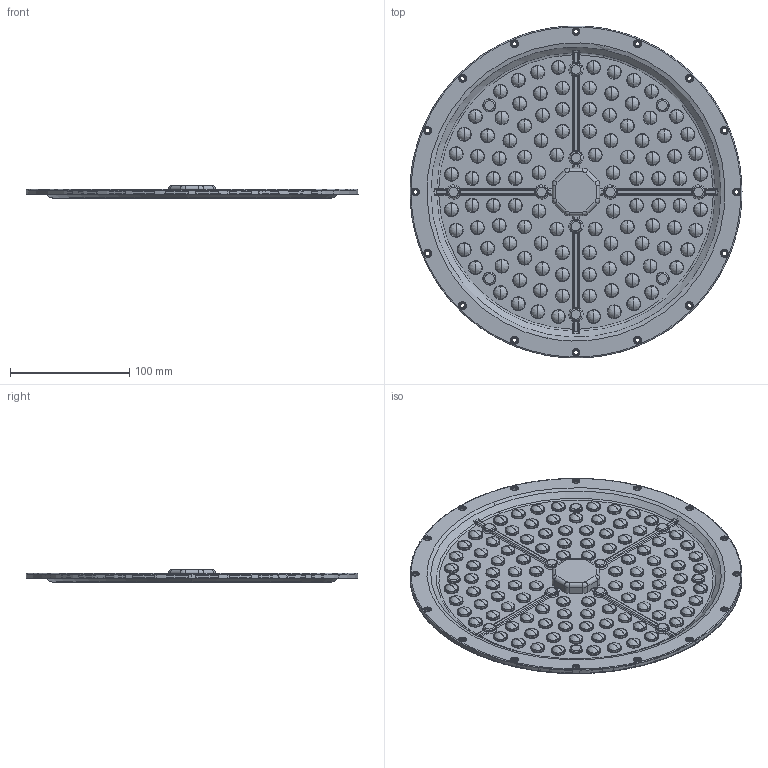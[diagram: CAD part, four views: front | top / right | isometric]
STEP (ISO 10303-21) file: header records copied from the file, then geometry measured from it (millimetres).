
FILE_DESCRIPTION (( 'STEP AP203' ), '1' );
FILE_NAME ('KH019-2_HX-UFO200W-90D_20190709.stp', '2022-02-11T08:44:41', ( 'Windows 蚚誧' ), ( '' ), 'SwSTEP 2.0', 'SolidWorks 2019', '' );
FILE_SCHEMA (( 'CONFIG_CONTROL_DESIGN' ));
Length unit declared in the file: millimetre
Products named in the file (1): KH019-2_HX-UFO200W-90D_20190709
Bounding box: 277.99 x 277.94 x 10.8 mm (x, y, z)
Volume: 159480.1 mm3; surface area: 152668.2 mm2
Topology: 1 solids, 109 shells, 3107 faces, 7285 edges, 4642 vertices
Faces by surface type: bspline 1537, cylinder 612, plane 604, cone 346, torus 8
Entity records: 168031 total; most frequent: CARTESIAN_POINT 109760, ORIENTED_EDGE 14072, DIRECTION 8906, EDGE_CURVE 7036, VERTEX_POINT 4642, AXIS2_PLACEMENT_3D 3898, EDGE_LOOP 3634, ADVANCED_FACE 3107
